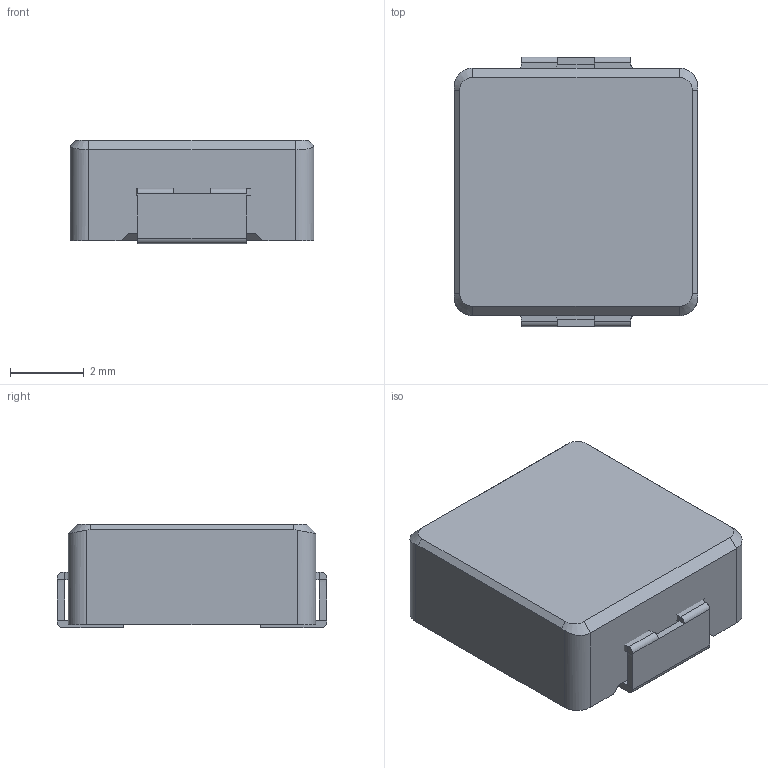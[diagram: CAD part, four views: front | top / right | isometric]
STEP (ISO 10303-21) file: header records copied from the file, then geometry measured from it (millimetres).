
FILE_DESCRIPTION(('HOOPS Exchange Step'),'2;1');
FILE_NAME('temp_export','2023-05-09T17:16:07+08:00',('30abd'),('Shapr3D Limited'),'HOOPS Exchange 2022.2','Shapr3D','Authorized');
FILE_SCHEMA( ('AUTOMOTIVE_DESIGN { 1 0 10303 214 1 1 1 1 }') );
Length unit declared in the file: millimetre
Products named in the file (2): SRP 7028A series.stp; root
Assembly tree (1 placements, depth 2):
  root
    SRP 7028A series.stp
Bounding box: 6.6 x 7.3 x 2.8 mm (x, y, z)
Volume: 130.8 mm3; surface area: 297 mm2
Topology: 18 solids, 18 shells, 131 faces, 267 edges, 172 vertices
Faces by surface type: plane 84, bspline 18, cylinder 13, extrusion 12, cone 4
Full cylindrical faces by diameter (mm): 0.45 x3
Entity records: 16779 total; most frequent: CARTESIAN_POINT 14235, ORIENTED_EDGE 534, DIRECTION 427, EDGE_CURVE 267, VERTEX_POINT 172, VECTOR 149, AXIS2_PLACEMENT_3D 139, LINE 137
